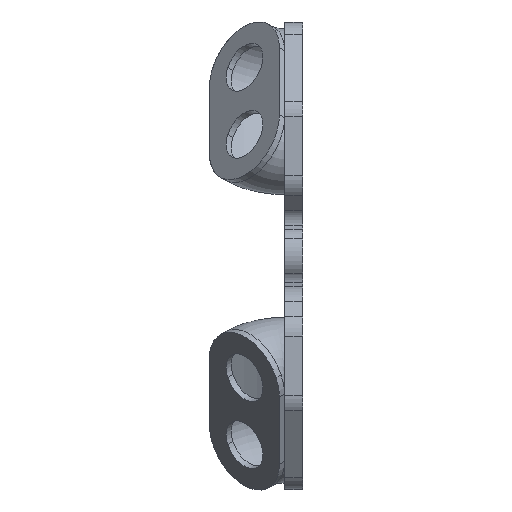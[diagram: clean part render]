
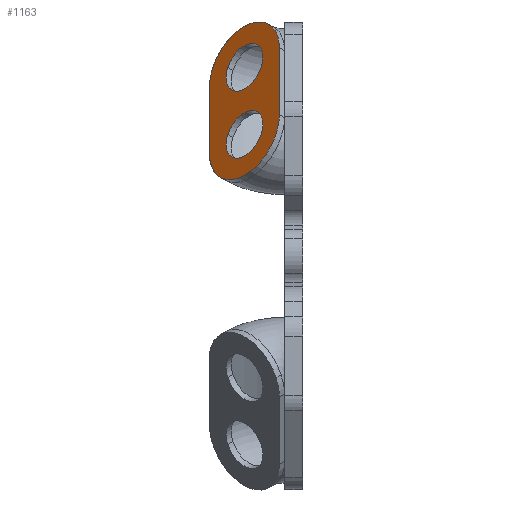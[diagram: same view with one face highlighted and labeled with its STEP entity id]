
A CAD part, left-side view. The second image highlights one B-rep face of the part: STEP entity #1163.
In plain terms, the highlighted planar face has unit normal (-0.586, 0.707, 0.396).
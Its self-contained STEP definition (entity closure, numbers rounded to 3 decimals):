
#198 = DIRECTION ( 'NONE',  ( -0.586, 0.707, 0.396 ) ) ;
#408 = VECTOR ( 'NONE', #3118, 1000. ) ;
#464 = VERTEX_POINT ( 'NONE', #941 ) ;
#484 = EDGE_CURVE ( 'NONE', #4134, #6028, #2893, .T. ) ;
#499 = ORIENTED_EDGE ( 'NONE', *, *, #586, .F. ) ;
#501 = CIRCLE ( 'NONE', #1695, 2.9 ) ;
#515 = CARTESIAN_POINT ( 'NONE',  ( -28.113, -9.767, 13.542 ) ) ;
#586 = EDGE_CURVE ( 'NONE', #1155, #1749, #5286, .T. ) ;
#622 = ORIENTED_EDGE ( 'NONE', *, *, #6070, .F. ) ;
#764 = CARTESIAN_POINT ( 'NONE',  ( -26.301, -13.656, 23.178 ) ) ;
#870 = CARTESIAN_POINT ( 'NONE',  ( -31.336, -13.656, 15.717 ) ) ;
#941 = CARTESIAN_POINT ( 'NONE',  ( -19.854, -5.877, 18.827 ) ) ;
#984 = CARTESIAN_POINT ( 'NONE',  ( -30.345, -11.617, 13.542 ) ) ;
#990 = CARTESIAN_POINT ( 'NONE',  ( -23.077, -9.767, 21.003 ) ) ;
#1000 = EDGE_LOOP ( 'NONE', ( #622, #499 ) ) ;
#1062 = AXIS2_PLACEMENT_3D ( 'NONE', #6086, #1229, #4669 ) ;
#1155 = VERTEX_POINT ( 'NONE', #6064 ) ;
#1163 = ADVANCED_FACE ( 'NONE', ( #5048, #2886, #5823 ), #1640, .T. ) ;
#1216 = ORIENTED_EDGE ( 'NONE', *, *, #2859, .T. ) ;
#1229 = DIRECTION ( 'NONE',  ( -0.586, 0.707, 0.396 ) ) ;
#1362 = CIRCLE ( 'NONE', #1617, 5.5 ) ;
#1368 = CARTESIAN_POINT ( 'NONE',  ( -24.889, -5.877, 11.366 ) ) ;
#1396 = AXIS2_PLACEMENT_3D ( 'NONE', #4233, #2326, #3807 ) ;
#1451 = VERTEX_POINT ( 'NONE', #870 ) ;
#1463 = CARTESIAN_POINT ( 'NONE',  ( -18.843, -6.257, 21.003 ) ) ;
#1551 = AXIS2_PLACEMENT_3D ( 'NONE', #4972, #2955, #4008 ) ;
#1554 = DIRECTION ( 'NONE',  ( -0.586, 0.707, 0.396 ) ) ;
#1617 = AXIS2_PLACEMENT_3D ( 'NONE', #6380, #3427, #5416 ) ;
#1640 = PLANE ( 'NONE',  #4383 ) ;
#1669 = AXIS2_PLACEMENT_3D ( 'NONE', #515, #1554, #4028 ) ;
#1695 = AXIS2_PLACEMENT_3D ( 'NONE', #5198, #2707, #5254 ) ;
#1749 = VERTEX_POINT ( 'NONE', #1992 ) ;
#1795 = VECTOR ( 'NONE', #4764, 1000. ) ;
#1992 = CARTESIAN_POINT ( 'NONE',  ( -20.845, -7.916, 21.003 ) ) ;
#2099 = CIRCLE ( 'NONE', #1396, 5.5 ) ;
#2135 = CARTESIAN_POINT ( 'NONE',  ( -23.077, -9.767, 21.003 ) ) ;
#2267 = VERTEX_POINT ( 'NONE', #5817 ) ;
#2326 = DIRECTION ( 'NONE',  ( -0.586, 0.707, 0.396 ) ) ;
#2478 = DIRECTION ( 'NONE',  ( -0.586, 0.707, 0.396 ) ) ;
#2553 = VERTEX_POINT ( 'NONE', #1463 ) ;
#2686 = DIRECTION ( 'NONE',  ( 0.288, 0.638, -0.714 ) ) ;
#2707 = DIRECTION ( 'NONE',  ( -0.586, 0.707, 0.396 ) ) ;
#2739 = ORIENTED_EDGE ( 'NONE', *, *, #4977, .T. ) ;
#2859 = EDGE_CURVE ( 'NONE', #464, #3023, #5948, .T. ) ;
#2881 = ORIENTED_EDGE ( 'NONE', *, *, #5024, .T. ) ;
#2886 = FACE_OUTER_BOUND ( 'NONE', #3773, .T. ) ;
#2893 = CIRCLE ( 'NONE', #1669, 2.9 ) ;
#2955 = DIRECTION ( 'NONE',  ( -0.586, 0.707, 0.396 ) ) ;
#3023 = VERTEX_POINT ( 'NONE', #1368 ) ;
#3118 = DIRECTION ( 'NONE',  ( 0.559, 0., 0.829 ) ) ;
#3201 = ORIENTED_EDGE ( 'NONE', *, *, #484, .F. ) ;
#3325 = EDGE_CURVE ( 'NONE', #6028, #4134, #4795, .T. ) ;
#3380 = EDGE_CURVE ( 'NONE', #1451, #2267, #5642, .T. ) ;
#3427 = DIRECTION ( 'NONE',  ( -0.586, 0.707, 0.396 ) ) ;
#3435 = EDGE_CURVE ( 'NONE', #2553, #464, #2099, .T. ) ;
#3773 = EDGE_LOOP ( 'NONE', ( #2739, #4750, #1216, #2881, #6306 ) ) ;
#3807 = DIRECTION ( 'NONE',  ( 0.288, 0.638, -0.714 ) ) ;
#3903 = CIRCLE ( 'NONE', #5405, 5.5 ) ;
#3957 = DIRECTION ( 'NONE',  ( 0.288, 0.638, -0.714 ) ) ;
#4008 = DIRECTION ( 'NONE',  ( 0.288, 0.638, -0.714 ) ) ;
#4028 = DIRECTION ( 'NONE',  ( 0.288, 0.638, -0.714 ) ) ;
#4134 = VERTEX_POINT ( 'NONE', #984 ) ;
#4233 = CARTESIAN_POINT ( 'NONE',  ( -23.077, -9.767, 21.003 ) ) ;
#4257 = CARTESIAN_POINT ( 'NONE',  ( -19.854, -5.877, 18.827 ) ) ;
#4383 = AXIS2_PLACEMENT_3D ( 'NONE', #2135, #198, #2686 ) ;
#4669 = DIRECTION ( 'NONE',  ( 0.288, 0.638, -0.714 ) ) ;
#4750 = ORIENTED_EDGE ( 'NONE', *, *, #3435, .T. ) ;
#4764 = DIRECTION ( 'NONE',  ( -0.559, 0., -0.829 ) ) ;
#4795 = CIRCLE ( 'NONE', #1062, 2.9 ) ;
#4972 = CARTESIAN_POINT ( 'NONE',  ( -23.077, -9.767, 21.003 ) ) ;
#4977 = EDGE_CURVE ( 'NONE', #2267, #2553, #3903, .T. ) ;
#5024 = EDGE_CURVE ( 'NONE', #3023, #1451, #1362, .T. ) ;
#5048 = FACE_BOUND ( 'NONE', #1000, .T. ) ;
#5130 = CARTESIAN_POINT ( 'NONE',  ( -25.88, -7.916, 13.542 ) ) ;
#5198 = CARTESIAN_POINT ( 'NONE',  ( -23.077, -9.767, 21.003 ) ) ;
#5254 = DIRECTION ( 'NONE',  ( 0.288, 0.638, -0.714 ) ) ;
#5286 = CIRCLE ( 'NONE', #1551, 2.9 ) ;
#5292 = EDGE_LOOP ( 'NONE', ( #6252, #3201 ) ) ;
#5405 = AXIS2_PLACEMENT_3D ( 'NONE', #990, #2478, #3957 ) ;
#5416 = DIRECTION ( 'NONE',  ( 0.288, 0.638, -0.714 ) ) ;
#5642 = LINE ( 'NONE', #764, #408 ) ;
#5817 = CARTESIAN_POINT ( 'NONE',  ( -26.301, -13.656, 23.178 ) ) ;
#5823 = FACE_BOUND ( 'NONE', #5292, .T. ) ;
#5948 = LINE ( 'NONE', #4257, #1795 ) ;
#6028 = VERTEX_POINT ( 'NONE', #5130 ) ;
#6064 = CARTESIAN_POINT ( 'NONE',  ( -25.31, -11.617, 21.003 ) ) ;
#6070 = EDGE_CURVE ( 'NONE', #1749, #1155, #501, .T. ) ;
#6086 = CARTESIAN_POINT ( 'NONE',  ( -28.113, -9.767, 13.542 ) ) ;
#6252 = ORIENTED_EDGE ( 'NONE', *, *, #3325, .F. ) ;
#6306 = ORIENTED_EDGE ( 'NONE', *, *, #3380, .T. ) ;
#6380 = CARTESIAN_POINT ( 'NONE',  ( -28.113, -9.767, 13.542 ) ) ;
